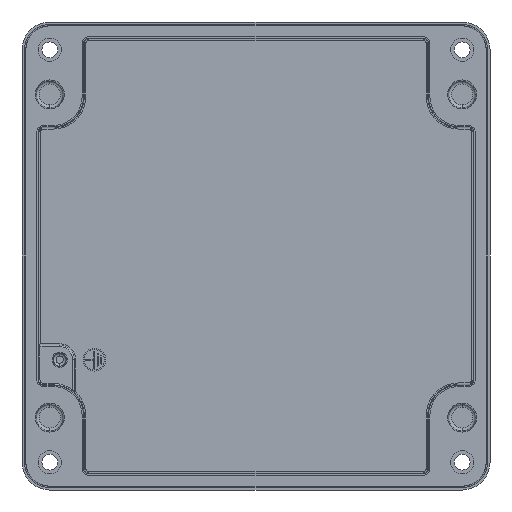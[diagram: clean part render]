
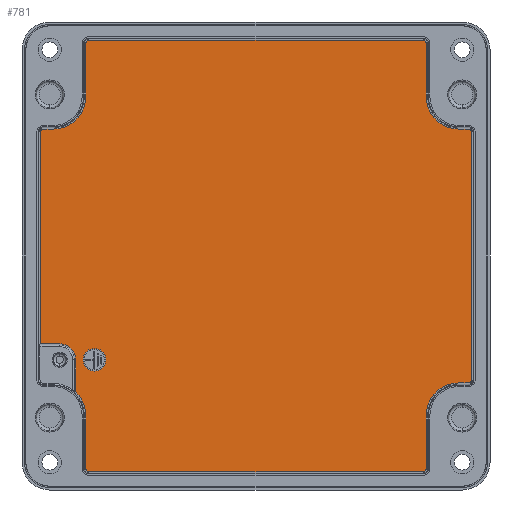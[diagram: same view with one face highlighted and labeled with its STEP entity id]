
A CAD part, front view. The second image highlights one B-rep face of the part: STEP entity #781.
In plain terms, the highlighted planar face has unit normal (0, -1, 0).
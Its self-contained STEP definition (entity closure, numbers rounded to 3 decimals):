
#272=LINE('',#5325,#483);
#273=LINE('',#5330,#484);
#274=LINE('',#5332,#485);
#275=LINE('',#5336,#486);
#276=LINE('',#5340,#487);
#277=LINE('',#5344,#488);
#278=LINE('',#5348,#489);
#279=LINE('',#5352,#490);
#280=LINE('',#5356,#491);
#281=LINE('',#5360,#492);
#282=LINE('',#5364,#493);
#283=LINE('',#5368,#494);
#284=LINE('',#5372,#495);
#483=VECTOR('',#4261,1.);
#484=VECTOR('',#4264,1.);
#485=VECTOR('',#4265,1.);
#486=VECTOR('',#4268,1.);
#487=VECTOR('',#4271,1.);
#488=VECTOR('',#4274,1.);
#489=VECTOR('',#4277,1.);
#490=VECTOR('',#4280,1.);
#491=VECTOR('',#4283,1.);
#492=VECTOR('',#4286,1.);
#493=VECTOR('',#4289,1.);
#494=VECTOR('',#4292,1.);
#495=VECTOR('',#4295,1.);
#629=PLANE('',#3559);
#710=FACE_BOUND('',#1185,.T.);
#781=ADVANCED_FACE('',(#981,#710),#629,.F.);
#981=FACE_OUTER_BOUND('',#1184,.T.);
#1184=EDGE_LOOP('',(#1595,#1596,#1597,#1598,#1599,#1600,#1601,#1602,#1603,
#1604,#1605,#1606,#1607,#1608,#1609,#1610,#1611,#1612,#1613,#1614,#1615,
#1616,#1617,#1618,#1619));
#1185=EDGE_LOOP('',(#1620,#1621));
#1595=ORIENTED_EDGE('',*,*,#2846,.T.);
#1596=ORIENTED_EDGE('',*,*,#2847,.T.);
#1597=ORIENTED_EDGE('',*,*,#2848,.T.);
#1598=ORIENTED_EDGE('',*,*,#2849,.T.);
#1599=ORIENTED_EDGE('',*,*,#2850,.T.);
#1600=ORIENTED_EDGE('',*,*,#2851,.T.);
#1601=ORIENTED_EDGE('',*,*,#2852,.T.);
#1602=ORIENTED_EDGE('',*,*,#2853,.T.);
#1603=ORIENTED_EDGE('',*,*,#2854,.T.);
#1604=ORIENTED_EDGE('',*,*,#2855,.T.);
#1605=ORIENTED_EDGE('',*,*,#2856,.T.);
#1606=ORIENTED_EDGE('',*,*,#2857,.T.);
#1607=ORIENTED_EDGE('',*,*,#2858,.T.);
#1608=ORIENTED_EDGE('',*,*,#2859,.T.);
#1609=ORIENTED_EDGE('',*,*,#2860,.T.);
#1610=ORIENTED_EDGE('',*,*,#2861,.T.);
#1611=ORIENTED_EDGE('',*,*,#2862,.T.);
#1612=ORIENTED_EDGE('',*,*,#2863,.T.);
#1613=ORIENTED_EDGE('',*,*,#2864,.T.);
#1614=ORIENTED_EDGE('',*,*,#2865,.T.);
#1615=ORIENTED_EDGE('',*,*,#2866,.T.);
#1616=ORIENTED_EDGE('',*,*,#2867,.T.);
#1617=ORIENTED_EDGE('',*,*,#2868,.T.);
#1618=ORIENTED_EDGE('',*,*,#2869,.T.);
#1619=ORIENTED_EDGE('',*,*,#2870,.T.);
#1620=ORIENTED_EDGE('',*,*,#2871,.F.);
#1621=ORIENTED_EDGE('',*,*,#2702,.F.);
#2368=VERTEX_POINT('',#5051);
#2369=VERTEX_POINT('',#5053);
#2469=VERTEX_POINT('',#5326);
#2470=VERTEX_POINT('',#5327);
#2471=VERTEX_POINT('',#5329);
#2472=VERTEX_POINT('',#5331);
#2473=VERTEX_POINT('',#5333);
#2474=VERTEX_POINT('',#5335);
#2475=VERTEX_POINT('',#5337);
#2476=VERTEX_POINT('',#5339);
#2477=VERTEX_POINT('',#5341);
#2478=VERTEX_POINT('',#5343);
#2479=VERTEX_POINT('',#5345);
#2480=VERTEX_POINT('',#5347);
#2481=VERTEX_POINT('',#5349);
#2482=VERTEX_POINT('',#5351);
#2483=VERTEX_POINT('',#5353);
#2484=VERTEX_POINT('',#5355);
#2485=VERTEX_POINT('',#5357);
#2486=VERTEX_POINT('',#5359);
#2487=VERTEX_POINT('',#5361);
#2488=VERTEX_POINT('',#5363);
#2489=VERTEX_POINT('',#5365);
#2490=VERTEX_POINT('',#5367);
#2491=VERTEX_POINT('',#5369);
#2492=VERTEX_POINT('',#5371);
#2493=VERTEX_POINT('',#5373);
#2702=EDGE_CURVE('',#2368,#2369,#3167,.T.);
#2846=EDGE_CURVE('',#2469,#2470,#272,.T.);
#2847=EDGE_CURVE('',#2470,#2471,#3241,.T.);
#2848=EDGE_CURVE('',#2471,#2472,#273,.T.);
#2849=EDGE_CURVE('',#2472,#2473,#274,.T.);
#2850=EDGE_CURVE('',#2473,#2474,#3242,.T.);
#2851=EDGE_CURVE('',#2474,#2475,#275,.T.);
#2852=EDGE_CURVE('',#2475,#2476,#3243,.T.);
#2853=EDGE_CURVE('',#2476,#2477,#276,.T.);
#2854=EDGE_CURVE('',#2477,#2478,#3244,.T.);
#2855=EDGE_CURVE('',#2478,#2479,#277,.T.);
#2856=EDGE_CURVE('',#2479,#2480,#3245,.T.);
#2857=EDGE_CURVE('',#2480,#2481,#278,.T.);
#2858=EDGE_CURVE('',#2481,#2482,#3246,.T.);
#2859=EDGE_CURVE('',#2482,#2483,#279,.T.);
#2860=EDGE_CURVE('',#2483,#2484,#3247,.T.);
#2861=EDGE_CURVE('',#2484,#2485,#280,.T.);
#2862=EDGE_CURVE('',#2485,#2486,#3248,.T.);
#2863=EDGE_CURVE('',#2486,#2487,#281,.T.);
#2864=EDGE_CURVE('',#2487,#2488,#3249,.T.);
#2865=EDGE_CURVE('',#2488,#2489,#282,.T.);
#2866=EDGE_CURVE('',#2489,#2490,#3250,.T.);
#2867=EDGE_CURVE('',#2490,#2491,#283,.T.);
#2868=EDGE_CURVE('',#2491,#2492,#3251,.T.);
#2869=EDGE_CURVE('',#2492,#2493,#284,.T.);
#2870=EDGE_CURVE('',#2493,#2469,#3252,.T.);
#2871=EDGE_CURVE('',#2369,#2368,#3253,.T.);
#3167=CIRCLE('',#3443,3.9);
#3241=CIRCLE('',#3546,1.129);
#3242=CIRCLE('',#3547,5.5);
#3243=CIRCLE('',#3548,11.071);
#3244=CIRCLE('',#3549,1.129);
#3245=CIRCLE('',#3550,1.129);
#3246=CIRCLE('',#3551,11.071);
#3247=CIRCLE('',#3552,1.129);
#3248=CIRCLE('',#3553,1.129);
#3249=CIRCLE('',#3554,11.071);
#3250=CIRCLE('',#3555,1.129);
#3251=CIRCLE('',#3556,1.129);
#3252=CIRCLE('',#3557,11.071);
#3253=CIRCLE('',#3558,3.9);
#3443=AXIS2_PLACEMENT_3D('',#5052,#3985,#3986);
#3546=AXIS2_PLACEMENT_3D('',#5328,#4262,#4263);
#3547=AXIS2_PLACEMENT_3D('',#5334,#4266,#4267);
#3548=AXIS2_PLACEMENT_3D('',#5338,#4269,#4270);
#3549=AXIS2_PLACEMENT_3D('',#5342,#4272,#4273);
#3550=AXIS2_PLACEMENT_3D('',#5346,#4275,#4276);
#3551=AXIS2_PLACEMENT_3D('',#5350,#4278,#4279);
#3552=AXIS2_PLACEMENT_3D('',#5354,#4281,#4282);
#3553=AXIS2_PLACEMENT_3D('',#5358,#4284,#4285);
#3554=AXIS2_PLACEMENT_3D('',#5362,#4287,#4288);
#3555=AXIS2_PLACEMENT_3D('',#5366,#4290,#4291);
#3556=AXIS2_PLACEMENT_3D('',#5370,#4293,#4294);
#3557=AXIS2_PLACEMENT_3D('',#5374,#4296,#4297);
#3558=AXIS2_PLACEMENT_3D('',#5375,#4298,#4299);
#3559=AXIS2_PLACEMENT_3D('',#5376,#4300,#4301);
#3985=DIRECTION('',(0.,-1.,0.));
#3986=DIRECTION('',(0.,0.,1.));
#4261=DIRECTION('',(-1.,0.,0.));
#4262=DIRECTION('',(0.,-1.,0.));
#4263=DIRECTION('',(0.,0.,1.));
#4264=DIRECTION('',(0.,0.,-1.));
#4265=DIRECTION('',(1.,0.,0.));
#4266=DIRECTION('',(0.,1.,0.));
#4267=DIRECTION('',(0.,0.,1.));
#4268=DIRECTION('',(0.,0.,-1.));
#4269=DIRECTION('',(0.,1.,0.));
#4270=DIRECTION('',(0.,0.,1.));
#4271=DIRECTION('',(0.,0.,-1.));
#4272=DIRECTION('',(0.,-1.,0.));
#4273=DIRECTION('',(0.,0.,1.));
#4274=DIRECTION('',(1.,0.,0.));
#4275=DIRECTION('',(0.,-1.,0.));
#4276=DIRECTION('',(0.,0.,1.));
#4277=DIRECTION('',(0.,0.,1.));
#4278=DIRECTION('',(0.,1.,0.));
#4279=DIRECTION('',(0.,0.,1.));
#4280=DIRECTION('',(1.,0.,0.));
#4281=DIRECTION('',(0.,-1.,0.));
#4282=DIRECTION('',(0.,0.,1.));
#4283=DIRECTION('',(0.,0.,1.));
#4284=DIRECTION('',(0.,-1.,0.));
#4285=DIRECTION('',(0.,0.,1.));
#4286=DIRECTION('',(-1.,0.,0.));
#4287=DIRECTION('',(0.,1.,0.));
#4288=DIRECTION('',(0.,0.,1.));
#4289=DIRECTION('',(0.,0.,1.));
#4290=DIRECTION('',(0.,-1.,0.));
#4291=DIRECTION('',(0.,0.,1.));
#4292=DIRECTION('',(-1.,0.,0.));
#4293=DIRECTION('',(0.,-1.,0.));
#4294=DIRECTION('',(0.,0.,1.));
#4295=DIRECTION('',(0.,0.,-1.));
#4296=DIRECTION('',(0.,1.,0.));
#4297=DIRECTION('',(0.,0.,1.));
#4298=DIRECTION('',(0.,-1.,0.));
#4299=DIRECTION('',(0.,0.,1.));
#4300=DIRECTION('',(0.,1.,0.));
#4301=DIRECTION('',(0.,0.,1.));
#5051=CARTESIAN_POINT('',(-55.85,16.,-39.75));
#5052=CARTESIAN_POINT('',(-55.85,16.,-35.85));
#5053=CARTESIAN_POINT('',(-55.85,16.,-31.95));
#5325=CARTESIAN_POINT('',(-73.4,16.,43.879));
#5326=CARTESIAN_POINT('',(-69.95,16.,43.879));
#5327=CARTESIAN_POINT('',(-73.4,16.,43.879));
#5328=CARTESIAN_POINT('',(-73.4,16.,42.75));
#5329=CARTESIAN_POINT('',(-74.529,16.,42.75));
#5330=CARTESIAN_POINT('',(-74.529,16.,-30.35));
#5331=CARTESIAN_POINT('',(-74.529,16.,-30.35));
#5332=CARTESIAN_POINT('',(-67.85,16.,-30.35));
#5333=CARTESIAN_POINT('',(-67.85,16.,-30.35));
#5334=CARTESIAN_POINT('',(-67.85,16.,-35.85));
#5335=CARTESIAN_POINT('',(-62.35,16.,-35.85));
#5336=CARTESIAN_POINT('',(-62.35,16.,-46.888));
#5337=CARTESIAN_POINT('',(-62.35,16.,-46.9));
#5338=CARTESIAN_POINT('',(-69.95,16.,-54.95));
#5339=CARTESIAN_POINT('',(-58.879,16.,-54.95));
#5340=CARTESIAN_POINT('',(-58.879,16.,-73.4));
#5341=CARTESIAN_POINT('',(-58.879,16.,-73.4));
#5342=CARTESIAN_POINT('',(-57.75,16.,-73.4));
#5343=CARTESIAN_POINT('',(-57.75,16.,-74.529));
#5344=CARTESIAN_POINT('',(57.75,16.,-74.529));
#5345=CARTESIAN_POINT('',(57.75,16.,-74.529));
#5346=CARTESIAN_POINT('',(57.75,16.,-73.4));
#5347=CARTESIAN_POINT('',(58.879,16.,-73.4));
#5348=CARTESIAN_POINT('',(58.879,16.,-54.95));
#5349=CARTESIAN_POINT('',(58.879,16.,-54.95));
#5350=CARTESIAN_POINT('',(69.95,16.,-54.95));
#5351=CARTESIAN_POINT('',(69.95,16.,-43.879));
#5352=CARTESIAN_POINT('',(73.4,16.,-43.879));
#5353=CARTESIAN_POINT('',(73.4,16.,-43.879));
#5354=CARTESIAN_POINT('',(73.4,16.,-42.75));
#5355=CARTESIAN_POINT('',(74.529,16.,-42.75));
#5356=CARTESIAN_POINT('',(74.529,16.,42.75));
#5357=CARTESIAN_POINT('',(74.529,16.,42.75));
#5358=CARTESIAN_POINT('',(73.4,16.,42.75));
#5359=CARTESIAN_POINT('',(73.4,16.,43.879));
#5360=CARTESIAN_POINT('',(69.95,16.,43.879));
#5361=CARTESIAN_POINT('',(69.95,16.,43.879));
#5362=CARTESIAN_POINT('',(69.95,16.,54.95));
#5363=CARTESIAN_POINT('',(58.879,16.,54.95));
#5364=CARTESIAN_POINT('',(58.879,16.,73.4));
#5365=CARTESIAN_POINT('',(58.879,16.,73.4));
#5366=CARTESIAN_POINT('',(57.75,16.,73.4));
#5367=CARTESIAN_POINT('',(57.75,16.,74.529));
#5368=CARTESIAN_POINT('',(-57.75,16.,74.529));
#5369=CARTESIAN_POINT('',(-57.75,16.,74.529));
#5370=CARTESIAN_POINT('',(-57.75,16.,73.4));
#5371=CARTESIAN_POINT('',(-58.879,16.,73.4));
#5372=CARTESIAN_POINT('',(-58.879,16.,54.95));
#5373=CARTESIAN_POINT('',(-58.879,16.,54.95));
#5374=CARTESIAN_POINT('',(-69.95,16.,54.95));
#5375=CARTESIAN_POINT('',(-55.85,16.,-35.85));
#5376=CARTESIAN_POINT('',(71.25,16.,-71.25));
